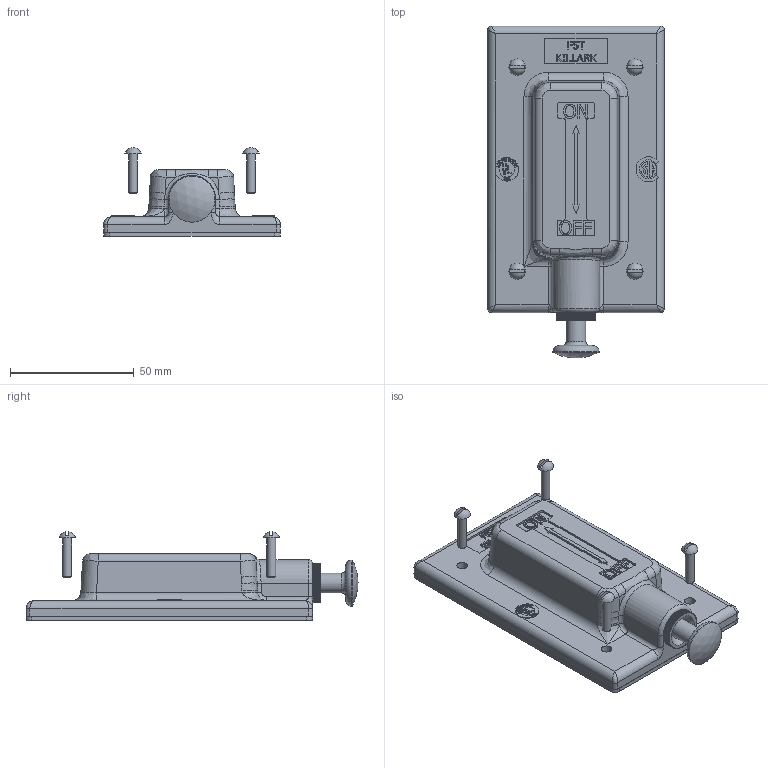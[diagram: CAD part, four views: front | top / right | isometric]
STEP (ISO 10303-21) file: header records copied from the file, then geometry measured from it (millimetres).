
FILE_DESCRIPTION(/* description */ ('FST COVER ASSEMBLY'),/* implementation_level */ '2;1');
FILE_NAME(/* name */ 'KIL_FST.stp',/* time_stamp */ '2020-11-04T16:31:23+05:00',/* author */ ('lsugumaran'),/* organization */ (''),/* preprocessor_version */ 'ST-DEVELOPER v18',/* originating_system */ 'Autodesk Inventor 2020',/* authorisation */ '');
FILE_SCHEMA (('AUTOMOTIVE_DESIGN { 1 0 10303 214 3 1 1 }'));
Products named in the file (8): 02877AAAM; 0067554M; 0121200B; 0700438B; 01273; 0102400B; 0301350B; 0722392B
Assembly tree (10 placements, depth 2):
  02877AAAM
    0067554M
    0121200B
    0700438B
    01273
    0102400B
    0301350B
    0722392B  x4
Bounding box: 71.44 x 134.28 x 35.9 mm (x, y, z)
Volume: 55135.2 mm3; surface area: 42054.4 mm2
Topology: 11 solids, 11 shells, 4142 faces, 10279 edges, 6241 vertices
Faces by surface type: plane 3077, cylinder 657, bspline 381, cone 13, torus 9, sphere 5
Full cylindrical faces by diameter (mm): 3.505 x4, 3.969 x5, 4.762 x4, 5.41 x1, 5.588 x1, 6.35 x1, 7.938 x1, 7.988 x1, 8.23 x1, 8.433 x1, 9.525 x1, 10.715 x2, 11.112 x1, 11.506 x1, 12.598 x9, 18.653 x1
Entity records: 127677 total; most frequent: CARTESIAN_POINT 29747, ORIENTED_EDGE 20462, DIRECTION 19397, EDGE_CURVE 10231, LINE 7085, VECTOR 7085, VERTEX_POINT 6211, AXIS2_PLACEMENT_3D 6156
